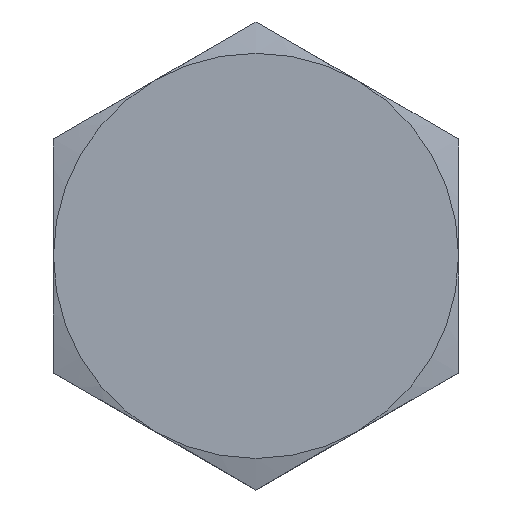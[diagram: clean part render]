
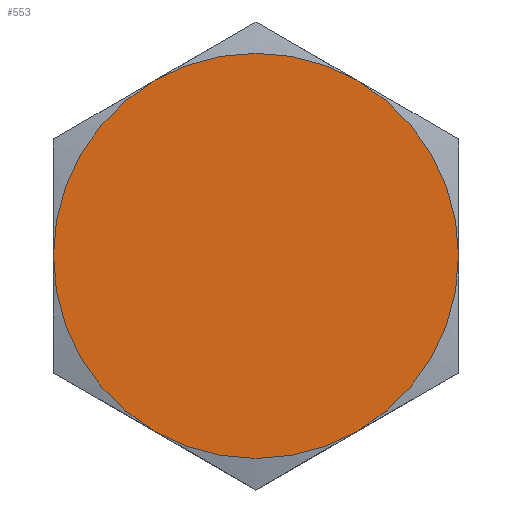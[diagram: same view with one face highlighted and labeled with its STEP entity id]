
A CAD part, top view. The second image highlights one B-rep face of the part: STEP entity #553.
In plain terms, the highlighted planar face has unit normal (0, 0, 1).
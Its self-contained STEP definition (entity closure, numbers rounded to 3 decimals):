
#13 = EDGE_CURVE ( 'NONE', #594, #597, #290, .T. ) ;
#26 = DIRECTION ( 'NONE',  ( 0., 0., 1. ) ) ;
#30 = EDGE_CURVE ( 'NONE', #233, #661, #377, .T. ) ;
#33 = CIRCLE ( 'NONE', #590, 5. ) ;
#34 = CIRCLE ( 'NONE', #469, 5. ) ;
#47 = CARTESIAN_POINT ( 'NONE',  ( 0., 0., 4. ) ) ;
#52 = VERTEX_POINT ( 'NONE', #159 ) ;
#54 = ORIENTED_EDGE ( 'NONE', *, *, #30, .T. ) ;
#67 = CARTESIAN_POINT ( 'NONE',  ( 0., 0., 4. ) ) ;
#69 = DIRECTION ( 'NONE',  ( 0., 0., 1. ) ) ;
#78 = ORIENTED_EDGE ( 'NONE', *, *, #386, .T. ) ;
#94 = CARTESIAN_POINT ( 'NONE',  ( 0., 0., 4. ) ) ;
#113 = CIRCLE ( 'NONE', #540, 5. ) ;
#149 = CARTESIAN_POINT ( 'NONE',  ( 0., 0., 4. ) ) ;
#151 = EDGE_LOOP ( 'NONE', ( #637, #54, #78, #257, #458, #442 ) ) ;
#159 = CARTESIAN_POINT ( 'NONE',  ( -2.5, 4.33, 4. ) ) ;
#197 = DIRECTION ( 'NONE',  ( 1., 0., 0. ) ) ;
#201 = DIRECTION ( 'NONE',  ( 0., 0., 1. ) ) ;
#233 = VERTEX_POINT ( 'NONE', #288 ) ;
#243 = DIRECTION ( 'NONE',  ( 0., 0., 1. ) ) ;
#257 = ORIENTED_EDGE ( 'NONE', *, *, #653, .T. ) ;
#274 = CARTESIAN_POINT ( 'NONE',  ( -5., 0., 4. ) ) ;
#288 = CARTESIAN_POINT ( 'NONE',  ( 5., 0., 4. ) ) ;
#290 = CIRCLE ( 'NONE', #365, 5. ) ;
#316 = DIRECTION ( 'NONE',  ( 0., 0., 1. ) ) ;
#319 = CARTESIAN_POINT ( 'NONE',  ( 2.5, 4.33, 4. ) ) ;
#321 = DIRECTION ( 'NONE',  ( 0., 0., 1. ) ) ;
#325 = CARTESIAN_POINT ( 'NONE',  ( -2.5, -4.33, 4. ) ) ;
#345 = CARTESIAN_POINT ( 'NONE',  ( 0., 0., 4. ) ) ;
#355 = DIRECTION ( 'NONE',  ( 1., 0., 0. ) ) ;
#362 = DIRECTION ( 'NONE',  ( 1., 0., 0. ) ) ;
#364 = PLANE ( 'NONE',  #435 ) ;
#365 = AXIS2_PLACEMENT_3D ( 'NONE', #47, #243, #355 ) ;
#374 = AXIS2_PLACEMENT_3D ( 'NONE', #94, #26, #420 ) ;
#377 = CIRCLE ( 'NONE', #539, 5. ) ;
#386 = EDGE_CURVE ( 'NONE', #661, #52, #33, .T. ) ;
#412 = DIRECTION ( 'NONE',  ( 1., 0., 0. ) ) ;
#417 = DIRECTION ( 'NONE',  ( 1., 0., 0. ) ) ;
#420 = DIRECTION ( 'NONE',  ( 1., 0., 0. ) ) ;
#435 = AXIS2_PLACEMENT_3D ( 'NONE', #67, #657, #197 ) ;
#442 = ORIENTED_EDGE ( 'NONE', *, *, #593, .T. ) ;
#458 = ORIENTED_EDGE ( 'NONE', *, *, #13, .T. ) ;
#467 = EDGE_CURVE ( 'NONE', #612, #233, #34, .T. ) ;
#469 = AXIS2_PLACEMENT_3D ( 'NONE', #523, #69, #362 ) ;
#505 = FACE_OUTER_BOUND ( 'NONE', #151, .T. ) ;
#523 = CARTESIAN_POINT ( 'NONE',  ( 0., 0., 4. ) ) ;
#527 = CIRCLE ( 'NONE', #374, 5. ) ;
#531 = DIRECTION ( 'NONE',  ( 1., 0., 0. ) ) ;
#539 = AXIS2_PLACEMENT_3D ( 'NONE', #149, #316, #412 ) ;
#540 = AXIS2_PLACEMENT_3D ( 'NONE', #630, #321, #531 ) ;
#553 = ADVANCED_FACE ( 'NONE', ( #505 ), #364, .T. ) ;
#590 = AXIS2_PLACEMENT_3D ( 'NONE', #345, #201, #417 ) ;
#593 = EDGE_CURVE ( 'NONE', #597, #612, #527, .T. ) ;
#594 = VERTEX_POINT ( 'NONE', #274 ) ;
#597 = VERTEX_POINT ( 'NONE', #325 ) ;
#612 = VERTEX_POINT ( 'NONE', #634 ) ;
#630 = CARTESIAN_POINT ( 'NONE',  ( 0., 0., 4. ) ) ;
#634 = CARTESIAN_POINT ( 'NONE',  ( 2.5, -4.33, 4. ) ) ;
#637 = ORIENTED_EDGE ( 'NONE', *, *, #467, .T. ) ;
#653 = EDGE_CURVE ( 'NONE', #52, #594, #113, .T. ) ;
#657 = DIRECTION ( 'NONE',  ( 0., 0., 1. ) ) ;
#661 = VERTEX_POINT ( 'NONE', #319 ) ;
